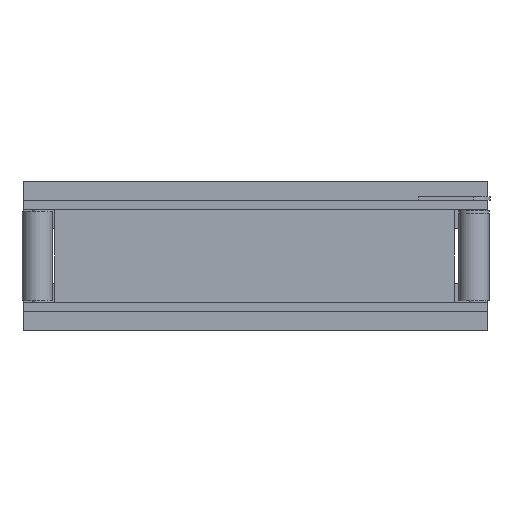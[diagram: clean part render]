
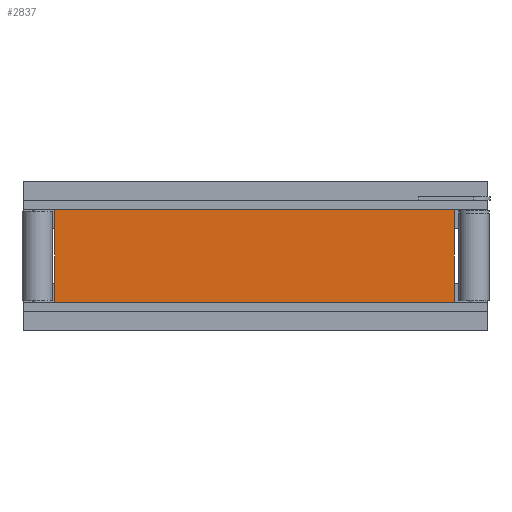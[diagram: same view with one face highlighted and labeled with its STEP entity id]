
A CAD part, front view. The second image highlights one B-rep face of the part: STEP entity #2837.
In plain terms, the highlighted planar face has unit normal (0, -1, 0).
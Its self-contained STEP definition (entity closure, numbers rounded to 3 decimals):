
#290=FACE_OUTER_BOUND('',#468,.T.);
#468=EDGE_LOOP('',(#2217,#2218,#2219,#2220));
#761=LINE('',#4365,#1067);
#763=LINE('',#4369,#1069);
#765=LINE('',#4373,#1071);
#767=LINE('',#4376,#1073);
#1067=VECTOR('',#3528,10.);
#1069=VECTOR('',#3532,10.);
#1071=VECTOR('',#3536,10.);
#1073=VECTOR('',#3540,10.);
#1338=VERTEX_POINT('',#4362);
#1339=VERTEX_POINT('',#4364);
#1340=VERTEX_POINT('',#4368);
#1341=VERTEX_POINT('',#4372);
#1652=EDGE_CURVE('',#1339,#1338,#761,.T.);
#1654=EDGE_CURVE('',#1340,#1339,#763,.T.);
#1656=EDGE_CURVE('',#1341,#1340,#765,.T.);
#1658=EDGE_CURVE('',#1338,#1341,#767,.T.);
#2217=ORIENTED_EDGE('',*,*,#1658,.T.);
#2218=ORIENTED_EDGE('',*,*,#1656,.T.);
#2219=ORIENTED_EDGE('',*,*,#1654,.T.);
#2220=ORIENTED_EDGE('',*,*,#1652,.T.);
#2702=PLANE('',#3054);
#2837=ADVANCED_FACE('',(#290),#2702,.T.);
#3054=AXIS2_PLACEMENT_3D('',#4377,#3541,#3542);
#3528=DIRECTION('',(0.,0.,-1.));
#3532=DIRECTION('',(-1.,0.,0.));
#3536=DIRECTION('',(0.,0.,1.));
#3540=DIRECTION('',(1.,0.,0.));
#3541=DIRECTION('center_axis',(0.,-1.,0.));
#3542=DIRECTION('ref_axis',(0.,0.,-1.));
#4362=CARTESIAN_POINT('',(-116.301,10.,10.));
#4364=CARTESIAN_POINT('',(-116.301,10.,110.));
#4365=CARTESIAN_POINT('',(-116.301,10.,10.));
#4368=CARTESIAN_POINT('',(313.699,10.,110.));
#4369=CARTESIAN_POINT('',(-116.301,10.,110.));
#4372=CARTESIAN_POINT('',(313.699,10.,10.));
#4373=CARTESIAN_POINT('',(313.699,10.,110.));
#4376=CARTESIAN_POINT('',(-150.,10.,10.));
#4377=CARTESIAN_POINT('Origin',(98.699,10.,60.));
